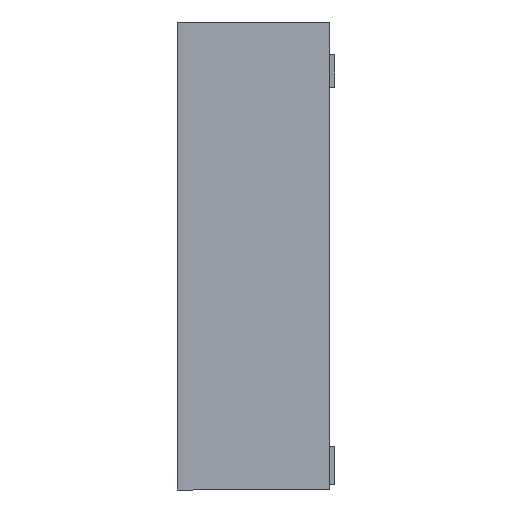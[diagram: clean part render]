
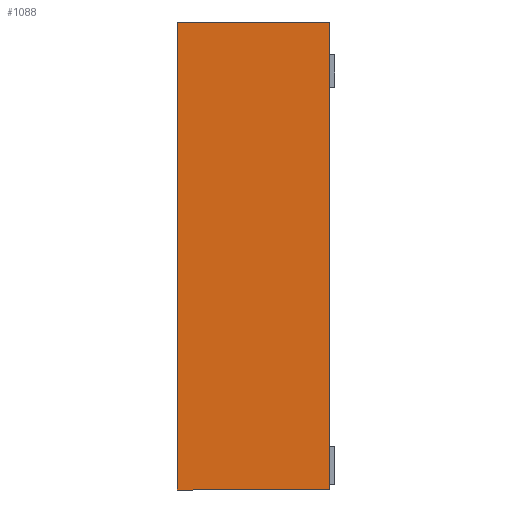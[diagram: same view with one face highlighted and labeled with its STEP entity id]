
A CAD part, left-side view. The second image highlights one B-rep face of the part: STEP entity #1088.
In plain terms, the highlighted planar face has unit normal (-1, 0, 0).
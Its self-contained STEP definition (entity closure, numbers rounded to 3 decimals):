
#30 = PLANE ( 'NONE',  #42 ) ;
#39 = DIRECTION ( 'NONE',  ( 0., 0., 1. ) ) ;
#40 = DIRECTION ( 'NONE',  ( -1., 0., 0. ) ) ;
#41 = CARTESIAN_POINT ( 'NONE',  ( -2.7, 0.12, -1.5 ) ) ;
#42 = AXIS2_PLACEMENT_3D ( 'NONE', #41, #40, #39 ) ;
#90 = DIRECTION ( 'NONE',  ( 0., 0., -1. ) ) ;
#91 = VECTOR ( 'NONE', #90, 1000. ) ;
#92 = CARTESIAN_POINT ( 'NONE',  ( -2.7, 0., 1.45 ) ) ;
#93 = LINE ( 'NONE', #92, #91 ) ;
#112 = FACE_OUTER_BOUND ( 'NONE', #1089, .T. ) ;
#709 = EDGE_CURVE ( 'NONE', #751, #1000, #2815, .T. ) ;
#722 = VERTEX_POINT ( 'NONE', #2806 ) ;
#751 = VERTEX_POINT ( 'NONE', #2976 ) ;
#775 = EDGE_CURVE ( 'NONE', #722, #1003, #2948, .T. ) ;
#1000 = VERTEX_POINT ( 'NONE', #3422 ) ;
#1002 = EDGE_CURVE ( 'NONE', #1003, #1000, #3424, .T. ) ;
#1003 = VERTEX_POINT ( 'NONE', #3429 ) ;
#1042 = ORIENTED_EDGE ( 'NONE', *, *, #775, .T. ) ;
#1062 = EDGE_CURVE ( 'NONE', #722, #751, #93, .T. ) ;
#1088 = ADVANCED_FACE ( 'NONE', ( #112 ), #30, .T. ) ;
#1089 = EDGE_LOOP ( 'NONE', ( #1090, #1136, #1042, #1117 ) ) ;
#1090 = ORIENTED_EDGE ( 'NONE', *, *, #709, .F. ) ;
#1117 = ORIENTED_EDGE ( 'NONE', *, *, #1002, .T. ) ;
#1136 = ORIENTED_EDGE ( 'NONE', *, *, #1062, .F. ) ;
#2806 = CARTESIAN_POINT ( 'NONE',  ( -2.7, 0., 2.15 ) ) ;
#2812 = DIRECTION ( 'NONE',  ( 0., 1., 0. ) ) ;
#2813 = VECTOR ( 'NONE', #2812, 1000. ) ;
#2814 = CARTESIAN_POINT ( 'NONE',  ( -2.7, 1.4, -2.15 ) ) ;
#2815 = LINE ( 'NONE', #2814, #2813 ) ;
#2945 = DIRECTION ( 'NONE',  ( 0., 1., 0. ) ) ;
#2946 = VECTOR ( 'NONE', #2945, 1000. ) ;
#2947 = CARTESIAN_POINT ( 'NONE',  ( -2.7, 0.12, 2.15 ) ) ;
#2948 = LINE ( 'NONE', #2947, #2946 ) ;
#2976 = CARTESIAN_POINT ( 'NONE',  ( -2.7, 0., -2.15 ) ) ;
#3402 = DIRECTION ( 'NONE',  ( 0., 0., -1. ) ) ;
#3407 = VECTOR ( 'NONE', #3402, 1000. ) ;
#3422 = CARTESIAN_POINT ( 'NONE',  ( -2.7, 1.4, -2.15 ) ) ;
#3423 = CARTESIAN_POINT ( 'NONE',  ( -2.7, 1.4, -1.5 ) ) ;
#3424 = LINE ( 'NONE', #3423, #3407 ) ;
#3429 = CARTESIAN_POINT ( 'NONE',  ( -2.7, 1.4, 2.15 ) ) ;
